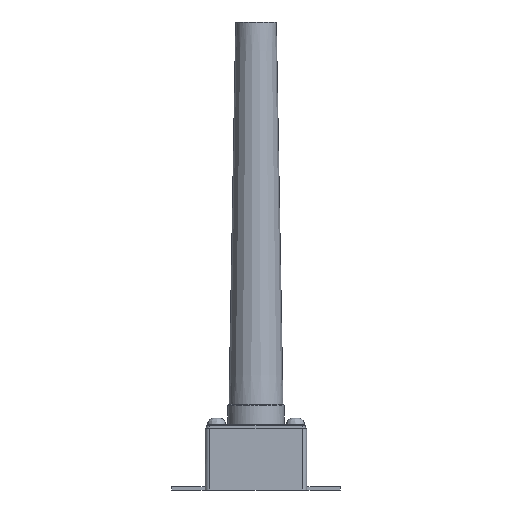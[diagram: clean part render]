
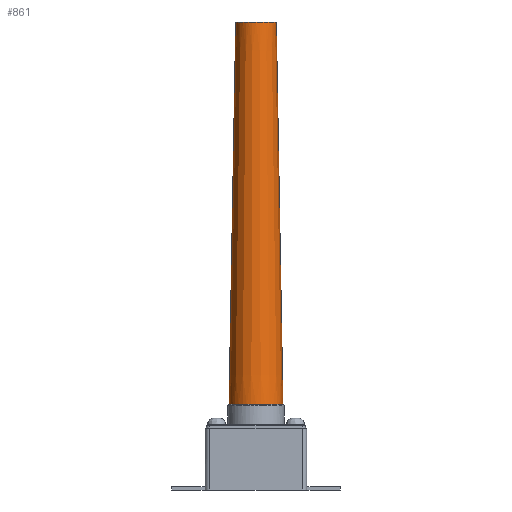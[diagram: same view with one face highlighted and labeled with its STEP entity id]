
A CAD part, front view. The second image highlights one B-rep face of the part: STEP entity #861.
In plain terms, the highlighted conical face has half-angle 1 degrees and reference radius 1.2 mm.
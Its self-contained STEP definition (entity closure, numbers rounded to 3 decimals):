
#195 = CIRCLE ( 'NONE', #2592, 0.903 ) ;
#253 = ORIENTED_EDGE ( 'NONE', *, *, #1323, .F. ) ;
#505 = CARTESIAN_POINT ( 'NONE',  ( 1.2, 0., 3.8 ) ) ;
#538 = CARTESIAN_POINT ( 'NONE',  ( 1.2, 0., 3.8 ) ) ;
#691 = ORIENTED_EDGE ( 'NONE', *, *, #1727, .T. ) ;
#722 = AXIS2_PLACEMENT_3D ( 'NONE', #4183, #2026, #2351 ) ;
#725 = VERTEX_POINT ( 'NONE', #3065 ) ;
#861 = ADVANCED_FACE ( 'NONE', ( #1300 ), #3333, .T. ) ;
#1059 = VERTEX_POINT ( 'NONE', #538 ) ;
#1076 = VERTEX_POINT ( 'NONE', #3206 ) ;
#1110 = DIRECTION ( 'NONE',  ( 0.017, 0., -1. ) ) ;
#1247 = CARTESIAN_POINT ( 'NONE',  ( 0., 0., 3.8 ) ) ;
#1273 = LINE ( 'NONE', #2603, #3167 ) ;
#1300 = FACE_OUTER_BOUND ( 'NONE', #3433, .T. ) ;
#1323 = EDGE_CURVE ( 'NONE', #1076, #1059, #3446, .T. ) ;
#1475 = AXIS2_PLACEMENT_3D ( 'NONE', #1247, #3764, #2888 ) ;
#1727 = EDGE_CURVE ( 'NONE', #3615, #725, #1273, .T. ) ;
#1731 = CARTESIAN_POINT ( 'NONE',  ( 0., 0., 20.8 ) ) ;
#1937 = CARTESIAN_POINT ( 'NONE',  ( -0.903, 0., 20.8 ) ) ;
#2026 = DIRECTION ( 'NONE',  ( 0., 0., -1. ) ) ;
#2351 = DIRECTION ( 'NONE',  ( 1., 0., 0. ) ) ;
#2462 = DIRECTION ( 'NONE',  ( 0., 0., 1. ) ) ;
#2592 = AXIS2_PLACEMENT_3D ( 'NONE', #1731, #2462, #3066 ) ;
#2603 = CARTESIAN_POINT ( 'NONE',  ( -1.2, 0., 3.8 ) ) ;
#2805 = ORIENTED_EDGE ( 'NONE', *, *, #3269, .T. ) ;
#2888 = DIRECTION ( 'NONE',  ( 1., 0., 0. ) ) ;
#2926 = EDGE_CURVE ( 'NONE', #3615, #1076, #195, .T. ) ;
#2931 = DIRECTION ( 'NONE',  ( -0.017, 0., -1. ) ) ;
#3065 = CARTESIAN_POINT ( 'NONE',  ( -1.2, 0., 3.8 ) ) ;
#3066 = DIRECTION ( 'NONE',  ( 1., 0., 0. ) ) ;
#3167 = VECTOR ( 'NONE', #2931, 1000. ) ;
#3206 = CARTESIAN_POINT ( 'NONE',  ( 0.903, 0., 20.8 ) ) ;
#3269 = EDGE_CURVE ( 'NONE', #725, #1059, #3513, .T. ) ;
#3333 = CONICAL_SURFACE ( 'NONE', #722, 1.2, 0.017 ) ;
#3433 = EDGE_LOOP ( 'NONE', ( #3719, #691, #2805, #253 ) ) ;
#3446 = LINE ( 'NONE', #505, #3498 ) ;
#3498 = VECTOR ( 'NONE', #1110, 1000. ) ;
#3513 = CIRCLE ( 'NONE', #1475, 1.2 ) ;
#3615 = VERTEX_POINT ( 'NONE', #1937 ) ;
#3719 = ORIENTED_EDGE ( 'NONE', *, *, #2926, .F. ) ;
#3764 = DIRECTION ( 'NONE',  ( 0., 0., 1. ) ) ;
#4183 = CARTESIAN_POINT ( 'NONE',  ( 0., 0., 3.8 ) ) ;
